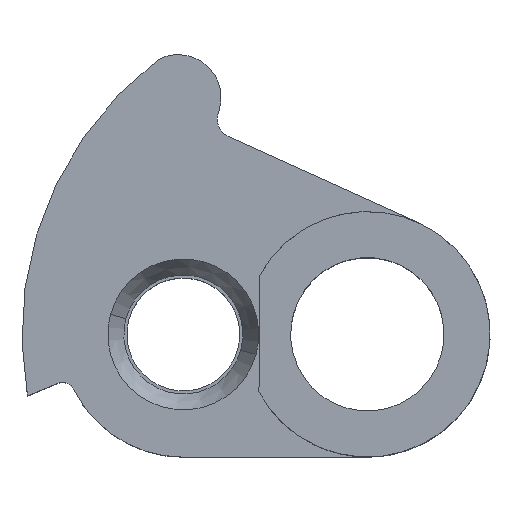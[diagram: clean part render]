
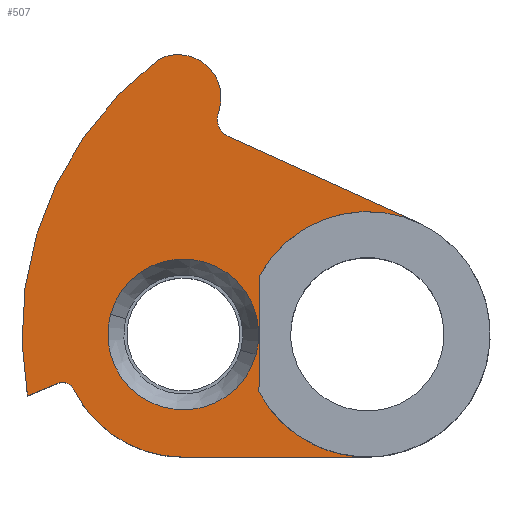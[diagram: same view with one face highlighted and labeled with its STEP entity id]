
A CAD part, top view. The second image highlights one B-rep face of the part: STEP entity #507.
In plain terms, the highlighted planar face has unit normal (0, 0, 1).
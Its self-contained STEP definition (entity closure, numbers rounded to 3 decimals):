
#92=CARTESIAN_POINT('',(0.,0.,2.));
#93=DIRECTION('',(0.,0.,-1.));
#94=DIRECTION('',(-0.877,0.481,0.));
#95=AXIS2_PLACEMENT_3D('',#92,#93,#94);
#97=DIRECTION('',(-0.007,-1.,0.));
#98=VECTOR('',#97,1.9);
#99=CARTESIAN_POINT('',(-1.753,0.963,2.));
#100=LINE('',#99,#98);
#101=CARTESIAN_POINT('',(0.,0.,2.));
#102=DIRECTION('',(0.,0.,1.));
#103=DIRECTION('',(-0.883,-0.469,0.));
#104=AXIS2_PLACEMENT_3D('',#101,#102,#103);
#106=DIRECTION('',(1.,0.,0.));
#107=VECTOR('',#106,3.);
#108=CARTESIAN_POINT('',(-3.,-2.,2.));
#109=LINE('',#108,#107);
#110=CARTESIAN_POINT('',(-3.,0.,2.));
#111=DIRECTION('',(0.,0.,-1.));
#112=DIRECTION('',(0.,-1.,0.));
#113=AXIS2_PLACEMENT_3D('',#110,#111,#112);
#115=DIRECTION('',(0.923,0.384,0.));
#116=VECTOR('',#115,0.536);
#117=CARTESIAN_POINT('',(-5.54,-1.004,2.));
#118=LINE('',#117,#116);
#119=CARTESIAN_POINT('',(-3.085,3.86,2.));
#120=DIRECTION('',(0.,0.,-1.));
#121=DIRECTION('',(-0.465,0.885,0.));
#122=AXIS2_PLACEMENT_3D('',#119,#120,#121);
#124=DIRECTION('',(0.266,0.964,0.));
#125=VECTOR('',#124,0.097);
#126=CARTESIAN_POINT('',(-2.436,3.58,2.));
#127=LINE('',#126,#125);
#128=DIRECTION('',(-0.911,0.413,0.));
#129=VECTOR('',#128,3.402);
#130=CARTESIAN_POINT('',(0.827,1.821,2.));
#131=LINE('',#130,#129);
#132=CARTESIAN_POINT('',(-3.,0.,2.));
#133=DIRECTION('',(0.,0.,1.));
#134=DIRECTION('',(-0.964,0.266,0.));
#135=AXIS2_PLACEMENT_3D('',#132,#133,#134);
#137=CARTESIAN_POINT('',(-3.,0.,2.));
#138=DIRECTION('',(0.,0.,1.));
#139=DIRECTION('',(0.964,-0.266,0.));
#140=AXIS2_PLACEMENT_3D('',#137,#138,#139);
#159=CARTESIAN_POINT('',(-4.968,-0.983,2.));
#160=DIRECTION('',(0.,0.,1.));
#161=DIRECTION('',(0.895,0.447,0.));
#162=AXIS2_PLACEMENT_3D('',#159,#160,#161);
#177=CARTESIAN_POINT('',(0.,0.,2.));
#178=DIRECTION('',(0.,0.,1.));
#179=DIRECTION('',(-0.606,0.796,0.));
#180=AXIS2_PLACEMENT_3D('',#177,#178,#179);
#199=CARTESIAN_POINT('',(-2.146,3.501,2.));
#200=DIRECTION('',(0.,0.,1.));
#201=DIRECTION('',(-0.964,0.266,0.));
#202=AXIS2_PLACEMENT_3D('',#199,#200,#201);
#274=CARTESIAN_POINT('',(-3.,-2.,2.));
#275=CARTESIAN_POINT('',(0.,-2.,2.));
#276=VERTEX_POINT('',#274);
#277=VERTEX_POINT('',#275);
#278=CARTESIAN_POINT('',(-3.41,4.48,2.));
#279=CARTESIAN_POINT('',(-2.41,3.674,2.));
#280=VERTEX_POINT('',#278);
#281=VERTEX_POINT('',#279);
#282=CARTESIAN_POINT('',(0.827,1.821,2.));
#284=VERTEX_POINT('',#282);
#288=CARTESIAN_POINT('',(-5.54,-1.004,2.));
#289=VERTEX_POINT('',#288);
#302=CARTESIAN_POINT('',(-4.186,0.327,2.));
#303=VERTEX_POINT('',#302);
#308=CARTESIAN_POINT('',(-1.767,-0.937,2.));
#309=VERTEX_POINT('',#308);
#310=CARTESIAN_POINT('',(-1.753,0.963,2.));
#311=VERTEX_POINT('',#310);
#312=CARTESIAN_POINT('',(-1.814,-0.327,2.));
#313=VERTEX_POINT('',#312);
#322=CARTESIAN_POINT('',(-4.789,-0.894,2.));
#324=VERTEX_POINT('',#322);
#326=CARTESIAN_POINT('',(-5.045,-0.798,2.));
#328=VERTEX_POINT('',#326);
#330=CARTESIAN_POINT('',(-2.436,3.58,2.));
#332=VERTEX_POINT('',#330);
#334=CARTESIAN_POINT('',(-2.271,3.227,2.));
#336=VERTEX_POINT('',#334);
#473=CARTESIAN_POINT('',(0.,0.,2.));
#474=DIRECTION('',(0.,0.,1.));
#475=DIRECTION('',(0.964,-0.266,0.));
#476=AXIS2_PLACEMENT_3D('',#473,#474,#475);
#477=PLANE('',#476);
#478=ORIENTED_EDGE('',*,*,#460,.F.);
#479=ORIENTED_EDGE('',*,*,#446,.T.);
#480=ORIENTED_EDGE('',*,*,#467,.T.);
#482=ORIENTED_EDGE('',*,*,#481,.F.);
#484=ORIENTED_EDGE('',*,*,#483,.T.);
#486=ORIENTED_EDGE('',*,*,#485,.T.);
#488=ORIENTED_EDGE('',*,*,#487,.F.);
#490=ORIENTED_EDGE('',*,*,#489,.F.);
#492=ORIENTED_EDGE('',*,*,#491,.T.);
#494=ORIENTED_EDGE('',*,*,#493,.F.);
#496=ORIENTED_EDGE('',*,*,#495,.T.);
#498=ORIENTED_EDGE('',*,*,#497,.F.);
#499=EDGE_LOOP('',(#478,#479,#480,#482,#484,#486,#488,#490,#492,#494,#496,
#498));
#500=FACE_OUTER_BOUND('',#499,.F.);
#502=ORIENTED_EDGE('',*,*,#501,.T.);
#504=ORIENTED_EDGE('',*,*,#503,.T.);
#505=EDGE_LOOP('',(#502,#504));
#506=FACE_BOUND('',#505,.F.);
#507=ADVANCED_FACE('',(#500,#506),#477,.T.);
#96=CIRCLE('',#95,2.);
#105=CIRCLE('',#104,2.);
#114=CIRCLE('',#113,2.);
#123=CIRCLE('',#122,0.7);
#136=CIRCLE('',#135,1.23);
#141=CIRCLE('',#140,1.23);
#163=CIRCLE('',#162,0.2);
#181=CIRCLE('',#180,5.63);
#203=CIRCLE('',#202,0.3);
#446=EDGE_CURVE('',#311,#309,#100,.T.);
#460=EDGE_CURVE('',#311,#284,#96,.T.);
#467=EDGE_CURVE('',#309,#277,#105,.T.);
#481=EDGE_CURVE('',#276,#277,#109,.T.);
#483=EDGE_CURVE('',#276,#324,#114,.T.);
#485=EDGE_CURVE('',#324,#328,#163,.T.);
#487=EDGE_CURVE('',#289,#328,#118,.T.);
#489=EDGE_CURVE('',#280,#289,#181,.T.);
#491=EDGE_CURVE('',#280,#281,#123,.T.);
#493=EDGE_CURVE('',#332,#281,#127,.T.);
#495=EDGE_CURVE('',#332,#336,#203,.T.);
#497=EDGE_CURVE('',#284,#336,#131,.T.);
#501=EDGE_CURVE('',#303,#313,#136,.T.);
#503=EDGE_CURVE('',#313,#303,#141,.T.);
